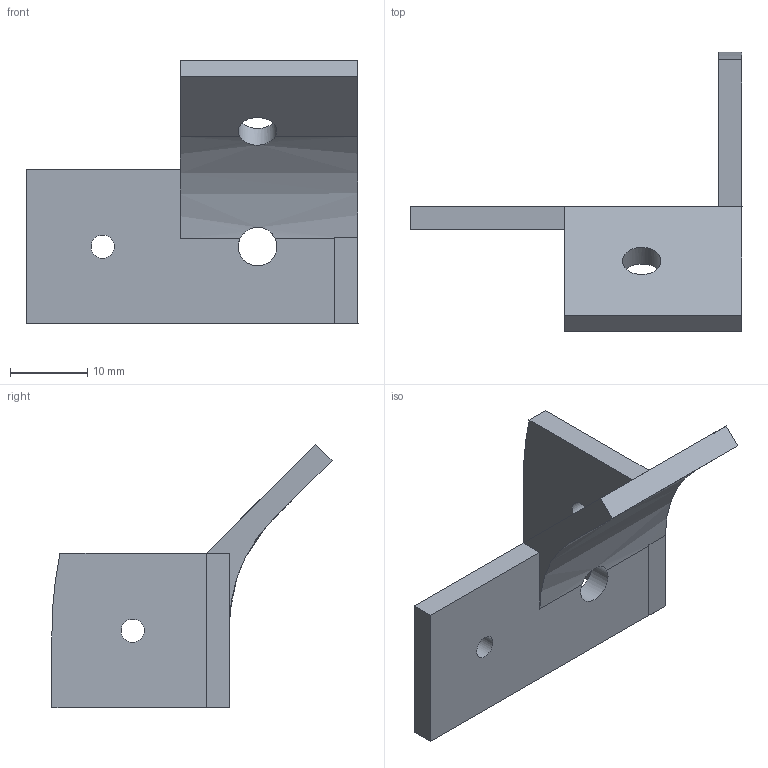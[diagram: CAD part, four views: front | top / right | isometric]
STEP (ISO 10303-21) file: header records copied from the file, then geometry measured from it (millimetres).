
FILE_DESCRIPTION(/* description */ (''),/* implementation_level */ '2;1');
FILE_NAME(/* name */ 'alumount2 (1x).step',/* time_stamp */ '2025-11-17T17:35:38+05:30',/* author */ (''),/* organization */ (''),/* preprocessor_version */ 'ST-DEVELOPER v20.1',/* originating_system */ 'Autodesk Translation Framework v14.21.0.0',/* authorisation */ '');
FILE_SCHEMA (('AUTOMOTIVE_DESIGN { 1 0 10303 214 3 1 1 }'));
Length unit declared in the file: millimetre
Products named in the file (1): alumount (1x)
Bounding box: 43 x 36.27 x 34.15 mm (x, y, z)
Volume: 5078.1 mm3; surface area: 4026.6 mm2
Topology: 1 solids, 1 shells, 32 faces, 98 edges, 64 vertices
Faces by surface type: plane 25, cylinder 7
Full cylindrical faces by diameter (mm): 3 x2, 5 x2
Entity records: 1171 total; most frequent: CARTESIAN_POINT 222, ORIENTED_EDGE 196, DIRECTION 180, EDGE_CURVE 98, LINE 78, VECTOR 78, VERTEX_POINT 64, AXIS2_PLACEMENT_3D 51
